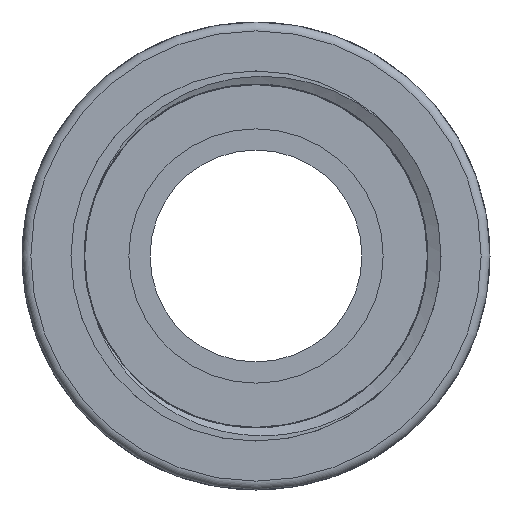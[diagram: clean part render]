
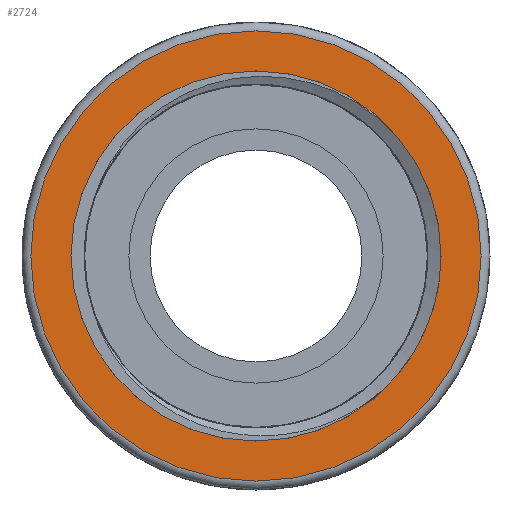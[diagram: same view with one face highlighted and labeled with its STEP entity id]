
A CAD part, front view. The second image highlights one B-rep face of the part: STEP entity #2724.
In plain terms, the highlighted planar face has unit normal (0, -1, 0).
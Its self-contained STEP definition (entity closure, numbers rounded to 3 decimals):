
#2389=PLANE('',#8353);
#2724=ADVANCED_FACE('',(#3133,#3134),#2389,.T.);
#3133=FACE_BOUND('',#3405,.T.);
#3134=FACE_BOUND('',#3406,.T.);
#3405=EDGE_LOOP('',(#4794));
#3406=EDGE_LOOP('',(#4795));
#4794=ORIENTED_EDGE('',*,*,#7320,.T.);
#4795=ORIENTED_EDGE('',*,*,#7319,.T.);
#6409=VERTEX_POINT('',#16389);
#6410=VERTEX_POINT('',#16936);
#7319=EDGE_CURVE('',#6409,#6409,#7984,.T.);
#7320=EDGE_CURVE('',#6410,#6410,#7985,.T.);
#7984=CIRCLE('',#8350,20.955);
#7985=CIRCLE('',#8352,25.5);
#8350=AXIS2_PLACEMENT_3D('',#16388,#9448,#9449);
#8352=AXIS2_PLACEMENT_3D('',#16935,#9452,#9453);
#8353=AXIS2_PLACEMENT_3D('',#16937,#9454,#9455);
#9448=DIRECTION('',(0.,1.,0.));
#9449=DIRECTION('',(1.,0.,0.));
#9452=DIRECTION('',(0.,-1.,0.));
#9453=DIRECTION('',(1.,0.,0.));
#9454=DIRECTION('',(0.,-1.,0.));
#9455=DIRECTION('',(1.,0.,0.));
#16388=CARTESIAN_POINT('',(-177.697,-50.653,220.653));
#16389=CARTESIAN_POINT('',(-156.742,-50.653,220.653));
#16935=CARTESIAN_POINT('',(-177.697,-50.653,220.653));
#16936=CARTESIAN_POINT('',(-152.197,-50.653,220.653));
#16937=CARTESIAN_POINT('',(-177.697,-50.653,220.653));
